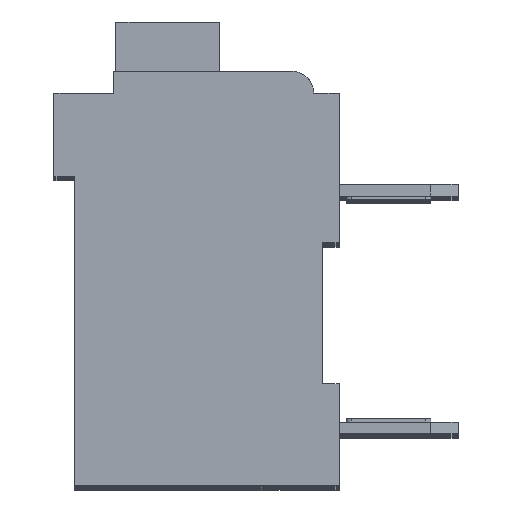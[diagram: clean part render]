
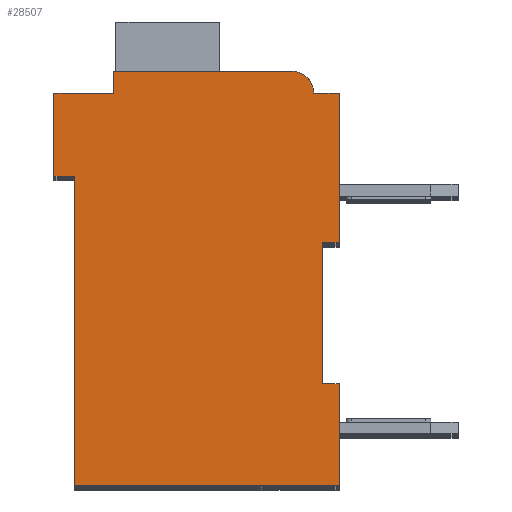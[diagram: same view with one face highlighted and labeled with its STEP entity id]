
A CAD part, top view. The second image highlights one B-rep face of the part: STEP entity #28507.
In plain terms, the highlighted planar face has unit normal (0, 0, 1).
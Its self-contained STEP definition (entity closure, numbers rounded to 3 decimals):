
#5136=DIRECTION('',(1.,0.,0.));
#5137=VECTOR('',#5136,0.5);
#5138=CARTESIAN_POINT('',(7.3,7.15,2.1));
#5139=LINE('',#5138,#5137);
#5140=DIRECTION('',(0.,1.,0.));
#5141=VECTOR('',#5140,4.15);
#5142=CARTESIAN_POINT('',(7.3,3.,2.1));
#5143=LINE('',#5142,#5141);
#5144=DIRECTION('',(-1.,0.,0.));
#5145=VECTOR('',#5144,0.5);
#5146=CARTESIAN_POINT('',(7.8,3.,2.1));
#5147=LINE('',#5146,#5145);
#5148=DIRECTION('',(0.,1.,0.));
#5149=VECTOR('',#5148,3.);
#5150=CARTESIAN_POINT('',(7.8,0.,2.1));
#5151=LINE('',#5150,#5149);
#5152=DIRECTION('',(1.,0.,0.));
#5153=VECTOR('',#5152,7.8);
#5154=CARTESIAN_POINT('',(0.,0.,2.1));
#5155=LINE('',#5154,#5153);
#5156=DIRECTION('',(0.,-1.,0.));
#5157=VECTOR('',#5156,9.1);
#5158=CARTESIAN_POINT('',(0.,9.1,2.1));
#5159=LINE('',#5158,#5157);
#5160=DIRECTION('',(1.,0.,0.));
#5161=VECTOR('',#5160,0.6);
#5162=CARTESIAN_POINT('',(-0.6,9.1,2.1));
#5163=LINE('',#5162,#5161);
#5164=DIRECTION('',(0.,-1.,0.));
#5165=VECTOR('',#5164,2.45);
#5166=CARTESIAN_POINT('',(-0.6,11.55,2.1));
#5167=LINE('',#5166,#5165);
#5168=DIRECTION('',(-1.,0.,0.));
#5169=VECTOR('',#5168,1.75);
#5170=CARTESIAN_POINT('',(1.15,11.55,2.1));
#5171=LINE('',#5170,#5169);
#5172=DIRECTION('',(0.,-1.,0.));
#5173=VECTOR('',#5172,0.65);
#5174=CARTESIAN_POINT('',(1.15,12.2,2.1));
#5175=LINE('',#5174,#5173);
#5176=DIRECTION('',(-1.,0.,0.));
#5177=VECTOR('',#5176,5.25);
#5178=CARTESIAN_POINT('',(6.4,12.2,2.1));
#5179=LINE('',#5178,#5177);
#5180=CARTESIAN_POINT('',(6.4,11.55,2.1));
#5181=DIRECTION('',(0.,0.,1.));
#5182=DIRECTION('',(1.,0.,0.));
#5183=AXIS2_PLACEMENT_3D('',#5180,#5181,#5182);
#5185=DIRECTION('',(-1.,0.,0.));
#5186=VECTOR('',#5185,0.75);
#5187=CARTESIAN_POINT('',(7.8,11.55,2.1));
#5188=LINE('',#5187,#5186);
#5189=DIRECTION('',(0.,1.,0.));
#5190=VECTOR('',#5189,4.4);
#5191=CARTESIAN_POINT('',(7.8,7.15,2.1));
#5192=LINE('',#5191,#5190);
#18531=CARTESIAN_POINT('',(7.3,7.15,2.1));
#18532=CARTESIAN_POINT('',(7.8,7.15,2.1));
#18533=VERTEX_POINT('',#18531);
#18534=VERTEX_POINT('',#18532);
#18535=CARTESIAN_POINT('',(7.8,11.55,2.1));
#18536=VERTEX_POINT('',#18535);
#18537=CARTESIAN_POINT('',(7.05,11.55,2.1));
#18538=VERTEX_POINT('',#18537);
#18539=CARTESIAN_POINT('',(6.4,12.2,2.1));
#18540=VERTEX_POINT('',#18539);
#18541=CARTESIAN_POINT('',(1.15,12.2,2.1));
#18542=VERTEX_POINT('',#18541);
#18543=CARTESIAN_POINT('',(1.15,11.55,2.1));
#18544=VERTEX_POINT('',#18543);
#18545=CARTESIAN_POINT('',(-0.6,11.55,2.1));
#18546=VERTEX_POINT('',#18545);
#18547=CARTESIAN_POINT('',(-0.6,9.1,2.1));
#18548=VERTEX_POINT('',#18547);
#18549=CARTESIAN_POINT('',(0.,9.1,2.1));
#18550=VERTEX_POINT('',#18549);
#18551=CARTESIAN_POINT('',(0.,0.,2.1));
#18552=VERTEX_POINT('',#18551);
#18553=CARTESIAN_POINT('',(7.8,0.,2.1));
#18554=VERTEX_POINT('',#18553);
#18555=CARTESIAN_POINT('',(7.8,3.,2.1));
#18556=VERTEX_POINT('',#18555);
#18557=CARTESIAN_POINT('',(7.3,3.,2.1));
#18558=VERTEX_POINT('',#18557);
#28483=CARTESIAN_POINT('',(0.,0.,2.1));
#28484=DIRECTION('',(0.,0.,1.));
#28485=DIRECTION('',(1.,0.,0.));
#28486=AXIS2_PLACEMENT_3D('',#28483,#28484,#28485);
#28487=PLANE('',#28486);
#28488=ORIENTED_EDGE('',*,*,#24364,.F.);
#28489=ORIENTED_EDGE('',*,*,#25287,.F.);
#28491=ORIENTED_EDGE('',*,*,#28490,.F.);
#28493=ORIENTED_EDGE('',*,*,#28492,.F.);
#28495=ORIENTED_EDGE('',*,*,#28494,.F.);
#28496=ORIENTED_EDGE('',*,*,#26014,.F.);
#28497=ORIENTED_EDGE('',*,*,#26198,.F.);
#28498=ORIENTED_EDGE('',*,*,#26532,.F.);
#28499=ORIENTED_EDGE('',*,*,#26871,.F.);
#28500=ORIENTED_EDGE('',*,*,#26940,.F.);
#28501=ORIENTED_EDGE('',*,*,#27430,.F.);
#28502=ORIENTED_EDGE('',*,*,#28173,.F.);
#28503=ORIENTED_EDGE('',*,*,#27989,.F.);
#28504=ORIENTED_EDGE('',*,*,#24863,.F.);
#28505=EDGE_LOOP('',(#28488,#28489,#28491,#28493,#28495,#28496,#28497,#28498,
#28499,#28500,#28501,#28502,#28503,#28504));
#28506=FACE_OUTER_BOUND('',#28505,.F.);
#5184=CIRCLE('',#5183,0.65);
#24364=EDGE_CURVE('',#18533,#18534,#5139,.T.);
#24863=EDGE_CURVE('',#18534,#18536,#5192,.T.);
#25287=EDGE_CURVE('',#18558,#18533,#5143,.T.);
#26014=EDGE_CURVE('',#18550,#18552,#5159,.T.);
#26198=EDGE_CURVE('',#18548,#18550,#5163,.T.);
#26532=EDGE_CURVE('',#18546,#18548,#5167,.T.);
#26871=EDGE_CURVE('',#18544,#18546,#5171,.T.);
#26940=EDGE_CURVE('',#18542,#18544,#5175,.T.);
#27430=EDGE_CURVE('',#18540,#18542,#5179,.T.);
#27989=EDGE_CURVE('',#18536,#18538,#5188,.T.);
#28173=EDGE_CURVE('',#18538,#18540,#5184,.T.);
#28490=EDGE_CURVE('',#18556,#18558,#5147,.T.);
#28492=EDGE_CURVE('',#18554,#18556,#5151,.T.);
#28494=EDGE_CURVE('',#18552,#18554,#5155,.T.);
#28507=ADVANCED_FACE('',(#28506),#28487,.T.);
